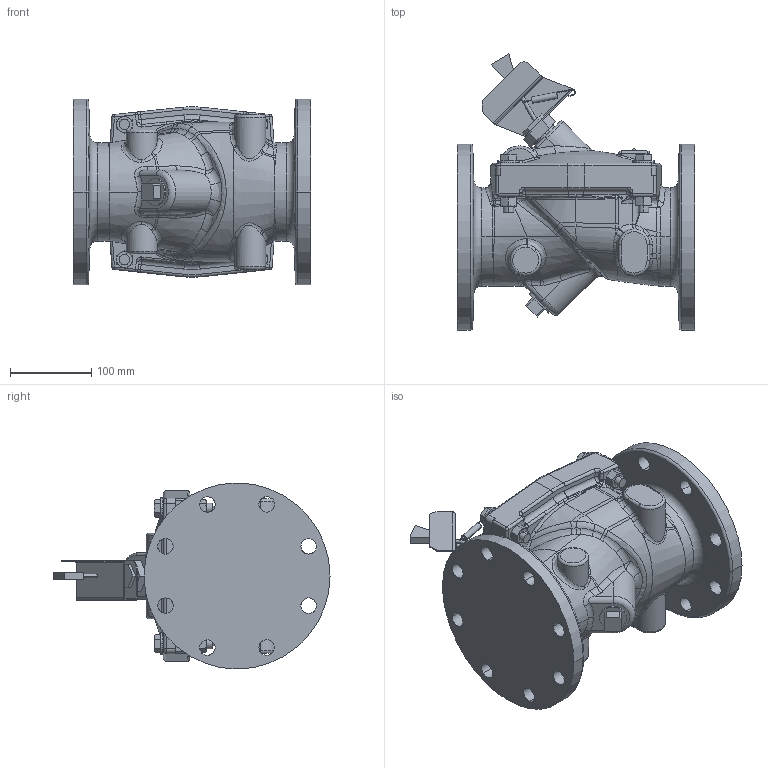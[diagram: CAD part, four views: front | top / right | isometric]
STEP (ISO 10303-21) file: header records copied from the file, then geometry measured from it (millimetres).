
FILE_DESCRIPTION((''),'2;1');
FILE_NAME('504AMI_SW0001','2023-11-01T07:35:47',('jlesh'),(''),'CREO PARAMETRIC BY PTC INC, 2023072','CREO PARAMETRIC BY PTC INC, 2023072','');
FILE_SCHEMA(('AUTOMOTIVE_DESIGN { 1 0 10303 214 1 1 1 1 }'));
Products named in the file (1): 504AMI_SW0001
Bounding box: 292.1 x 339.34 x 228.6 mm (x, y, z)
Volume: 7141465.1 mm3; surface area: 418938.8 mm2
Topology: 1 solids, 1 shells, 954 faces, 2286 edges, 1363 vertices
Faces by surface type: bspline 353, cylinder 219, plane 205, cone 76, torus 72, sphere 25, revolution 4
Entity records: 65821 total; most frequent: CARTESIAN_POINT 39870, ORIENTED_EDGE 4564, DIRECTION 3376, EDGE_CURVE 2282, AXIS2_PLACEMENT_3D 1414, VERTEX_POINT 1363, COLOUR_RGB 1334, EDGE_LOOP 1033
